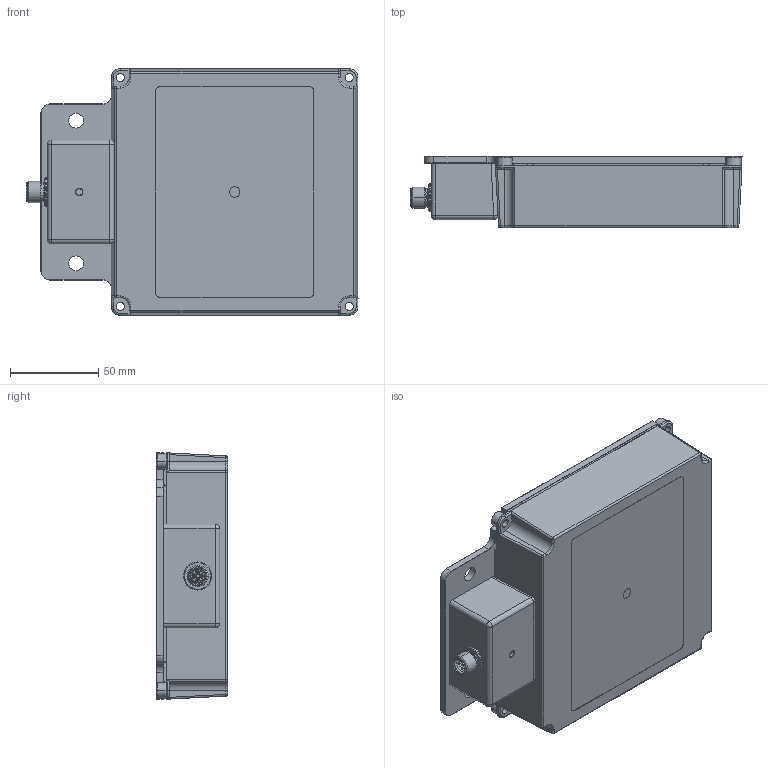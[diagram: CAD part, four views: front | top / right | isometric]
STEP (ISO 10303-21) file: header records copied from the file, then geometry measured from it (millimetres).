
FILE_DESCRIPTION((''),'2;1');
FILE_NAME('F15_ZUSAMMENBAU_ASM','2013-09-12T',('eisy'),('Pepperl+Fuchs'),'PRO/ENGINEER BY PARAMETRIC TECHNOLOGY CORPORATION, 2013050','PRO/ENGINEER BY PARAMETRIC TECHNOLOGY CORPORATION, 2013050','');
FILE_SCHEMA(('AUTOMOTIVE_DESIGN { 1 0 10303 214 1 1 1 1 }'));
Length unit declared in the file: millimetre
Products named in the file (11): 04B689E; 04BA96B; 420738; 04B688F; 047910B; DM_046635_1; DM_046638_1; O_RING_6_5X1_1; DM_046635_ASM_1_ASM; 046635D_ASM; F15_ZUSAMMENBAU_ASM
Assembly tree (13 placements, depth 4):
  F15_ZUSAMMENBAU_ASM
    04B689E
    04BA96B
    420738
    04B688F
    047910B
    046635D_ASM
      DM_046635_ASM_1_ASM
        DM_046635_1
        DM_046638_1  x4
        O_RING_6_5X1_1
Bounding box: 188.5 x 40.5 x 140 mm (x, y, z)
Volume: 792669.8 mm3; surface area: 138728.8 mm2
Topology: 11 solids, 20 shells, 633 faces, 1575 edges, 985 vertices
Faces by surface type: cylinder 314, plane 172, cone 96, torus 23, bspline 12, sphere 12, revolution 4
Entity records: 22103 total; most frequent: CARTESIAN_POINT 3796, DIRECTION 3230, ORIENTED_EDGE 2798, EDGE_CURVE 1413, AXIS2_PLACEMENT_3D 1281, VERTEX_POINT 904, CIRCLE 691, EDGE_LOOP 665
